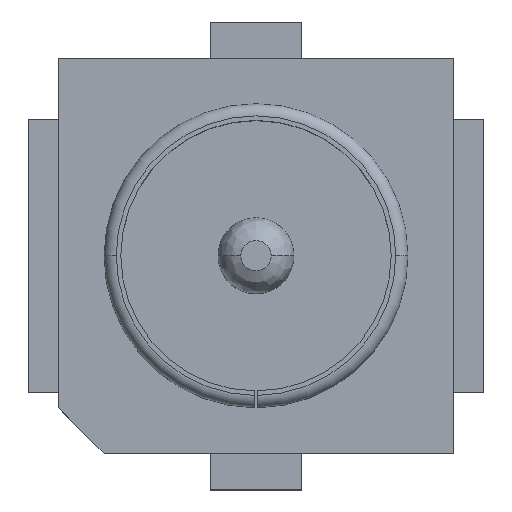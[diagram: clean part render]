
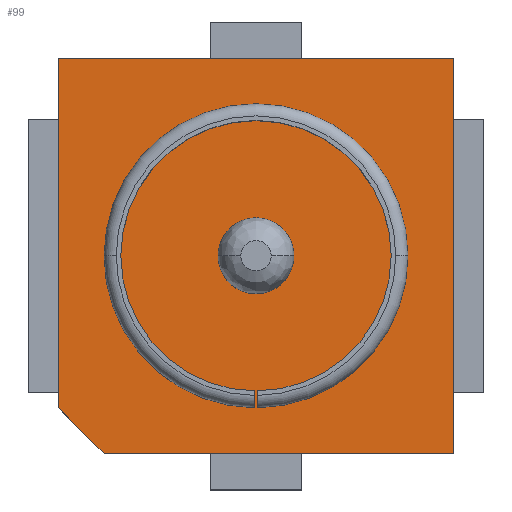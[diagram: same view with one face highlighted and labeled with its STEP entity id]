
A CAD part, top view. The second image highlights one B-rep face of the part: STEP entity #99.
In plain terms, the highlighted planar face has unit normal (0, 0, 1).
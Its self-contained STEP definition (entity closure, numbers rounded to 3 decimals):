
#99=ADVANCED_FACE('',(#235,#236,#237),#238,.T.);
#235=FACE_OUTER_BOUND('',#432,.T.);
#236=FACE_BOUND('',#433,.T.);
#237=FACE_BOUND('',#434,.T.);
#238=PLANE('',#435);
#432=EDGE_LOOP('',(#894,#895,#896,#897,#898));
#433=EDGE_LOOP('',(#899,#900,#901,#902,#903,#904,#905,#906));
#434=EDGE_LOOP('',(#907,#908));
#435=AXIS2_PLACEMENT_3D('',#909,#910,#911);
#894=ORIENTED_EDGE('',*,*,#1500,.F.);
#895=ORIENTED_EDGE('',*,*,#1514,.F.);
#896=ORIENTED_EDGE('',*,*,#1515,.T.);
#897=ORIENTED_EDGE('',*,*,#1516,.T.);
#898=ORIENTED_EDGE('',*,*,#1452,.F.);
#899=ORIENTED_EDGE('',*,*,#1517,.F.);
#900=ORIENTED_EDGE('',*,*,#1518,.F.);
#901=ORIENTED_EDGE('',*,*,#1428,.F.);
#902=ORIENTED_EDGE('',*,*,#1425,.F.);
#903=ORIENTED_EDGE('',*,*,#1519,.T.);
#904=ORIENTED_EDGE('',*,*,#1434,.F.);
#905=ORIENTED_EDGE('',*,*,#1438,.F.);
#906=ORIENTED_EDGE('',*,*,#1520,.F.);
#907=ORIENTED_EDGE('',*,*,#1397,.T.);
#908=ORIENTED_EDGE('',*,*,#1521,.T.);
#909=CARTESIAN_POINT('',(-1.3,1.3,-0.94));
#910=DIRECTION('',(0.0,0.0,1.0));
#911=DIRECTION('',(1.0,-0.0,0.0));
#1397=EDGE_CURVE('',#1645,#1649,#1651,.T.);
#1425=EDGE_CURVE('',#1698,#1693,#1700,.T.);
#1428=EDGE_CURVE('',#1693,#1702,#1705,.T.);
#1434=EDGE_CURVE('',#1712,#1714,#1715,.T.);
#1438=EDGE_CURVE('',#1719,#1712,#1722,.T.);
#1452=EDGE_CURVE('',#1746,#1748,#1749,.T.);
#1500=EDGE_CURVE('',#1835,#1746,#1837,.T.);
#1514=EDGE_CURVE('',#1858,#1835,#1859,.T.);
#1515=EDGE_CURVE('',#1858,#1860,#1861,.T.);
#1516=EDGE_CURVE('',#1860,#1748,#1862,.T.);
#1517=EDGE_CURVE('',#1863,#1864,#1865,.T.);
#1518=EDGE_CURVE('',#1702,#1863,#1866,.T.);
#1519=EDGE_CURVE('',#1698,#1714,#1867,.T.);
#1520=EDGE_CURVE('',#1864,#1719,#1868,.T.);
#1521=EDGE_CURVE('',#1649,#1645,#1869,.T.);
#1645=VERTEX_POINT('',#2023);
#1649=VERTEX_POINT('',#2028);
#1651=CIRCLE('',#2031,0.25);
#1693=VERTEX_POINT('',#2092);
#1698=VERTEX_POINT('',#2098);
#1700=CIRCLE('',#2101,1.0);
#1702=VERTEX_POINT('',#2103);
#1705=CIRCLE('',#2107,1.0);
#1712=VERTEX_POINT('',#2119);
#1714=VERTEX_POINT('',#2122);
#1715=CIRCLE('',#2123,0.89);
#1719=VERTEX_POINT('',#2128);
#1722=CIRCLE('',#2132,0.89);
#1746=VERTEX_POINT('',#2160);
#1748=VERTEX_POINT('',#2163);
#1749=LINE('',#2164,#2165);
#1835=VERTEX_POINT('',#2293);
#1837=LINE('',#2296,#2297);
#1858=VERTEX_POINT('',#2331);
#1859=LINE('',#2332,#2333);
#1860=VERTEX_POINT('',#2334);
#1861=LINE('',#2335,#2336);
#1862=LINE('',#2337,#2338);
#1863=VERTEX_POINT('',#2339);
#1864=VERTEX_POINT('',#2340);
#1865=LINE('',#2341,#2342);
#1866=CIRCLE('',#2343,1.0);
#1867=LINE('',#2344,#2345);
#1868=CIRCLE('',#2346,0.89);
#1869=CIRCLE('',#2347,0.25);
#2023=CARTESIAN_POINT('',(-0.25,0.,-0.94));
#2028=CARTESIAN_POINT('',(0.25,0.,-0.94));
#2031=AXIS2_PLACEMENT_3D('',#2598,#2599,#2600);
#2092=CARTESIAN_POINT('',(1.,0.,-0.94));
#2098=CARTESIAN_POINT('',(0.01,-1.,-0.94));
#2101=AXIS2_PLACEMENT_3D('',#2656,#2657,#2658);
#2103=CARTESIAN_POINT('',(-1.,0.,-0.94));
#2107=AXIS2_PLACEMENT_3D('',#2663,#2664,#2665);
#2119=CARTESIAN_POINT('',(0.89,0.,-0.94));
#2122=CARTESIAN_POINT('',(0.01,-0.89,-0.94));
#2123=AXIS2_PLACEMENT_3D('',#2672,#2673,#2674);
#2128=CARTESIAN_POINT('',(-0.89,0.,-0.94));
#2132=AXIS2_PLACEMENT_3D('',#2680,#2681,#2682);
#2160=CARTESIAN_POINT('',(1.3,1.3,-0.94));
#2163=CARTESIAN_POINT('',(1.3,-1.3,-0.94));
#2164=CARTESIAN_POINT('',(1.3,1.3,-0.94));
#2165=VECTOR('',#2712,2.6);
#2293=CARTESIAN_POINT('',(-1.3,1.3,-0.94));
#2296=CARTESIAN_POINT('',(-1.3,1.3,-0.94));
#2297=VECTOR('',#2768,2.6);
#2331=CARTESIAN_POINT('',(-1.3,-1.,-0.94));
#2332=CARTESIAN_POINT('',(-1.3,-1.,-0.94));
#2333=VECTOR('',#2782,2.3);
#2334=CARTESIAN_POINT('',(-1.,-1.3,-0.94));
#2335=CARTESIAN_POINT('',(-1.3,-1.,-0.94));
#2336=VECTOR('',#2783,0.424);
#2337=CARTESIAN_POINT('',(-1.,-1.3,-0.94));
#2338=VECTOR('',#2784,2.3);
#2339=CARTESIAN_POINT('',(-0.01,-1.,-0.94));
#2340=CARTESIAN_POINT('',(-0.01,-0.89,-0.94));
#2341=CARTESIAN_POINT('',(-0.01,-1.,-0.94));
#2342=VECTOR('',#2785,0.11);
#2343=AXIS2_PLACEMENT_3D('',#2786,#2787,#2788);
#2344=CARTESIAN_POINT('',(0.01,-1.,-0.94));
#2345=VECTOR('',#2789,0.11);
#2346=AXIS2_PLACEMENT_3D('',#2790,#2791,#2792);
#2347=AXIS2_PLACEMENT_3D('',#2793,#2794,#2795);
#2598=CARTESIAN_POINT('',(0.,0.,-0.94));
#2599=DIRECTION('',(0.0,0.0,-1.0));
#2600=DIRECTION('',(-1.0,0.0,0.0));
#2656=CARTESIAN_POINT('',(0.,0.,-0.94));
#2657=DIRECTION('',(0.0,0.0,1.0));
#2658=DIRECTION('',(0.01,-1.,0.0));
#2663=CARTESIAN_POINT('',(0.,0.,-0.94));
#2664=DIRECTION('',(0.0,0.0,1.0));
#2665=DIRECTION('',(0.01,-1.,0.0));
#2672=CARTESIAN_POINT('',(0.,0.,-0.94));
#2673=DIRECTION('',(-0.0,0.0,-1.0));
#2674=DIRECTION('',(-0.011,-1.,0.0));
#2680=CARTESIAN_POINT('',(0.,0.,-0.94));
#2681=DIRECTION('',(-0.0,0.0,-1.0));
#2682=DIRECTION('',(-0.011,-1.,0.0));
#2712=DIRECTION('',(0.0,-1.0,0.0));
#2768=DIRECTION('',(1.0,0.0,0.0));
#2782=DIRECTION('',(0.0,1.0,0.0));
#2783=DIRECTION('',(0.707,-0.707,0.0));
#2784=DIRECTION('',(1.0,0.0,0.0));
#2785=DIRECTION('',(0.0,1.0,0.0));
#2786=CARTESIAN_POINT('',(0.,0.,-0.94));
#2787=DIRECTION('',(0.0,0.0,1.0));
#2788=DIRECTION('',(0.01,-1.,0.0));
#2789=DIRECTION('',(0.0,1.0,0.0));
#2790=CARTESIAN_POINT('',(0.,0.,-0.94));
#2791=DIRECTION('',(-0.0,0.0,-1.0));
#2792=DIRECTION('',(-0.011,-1.,0.0));
#2793=CARTESIAN_POINT('',(0.,0.,-0.94));
#2794=DIRECTION('',(0.0,0.0,-1.0));
#2795=DIRECTION('',(-1.0,0.0,0.0));
